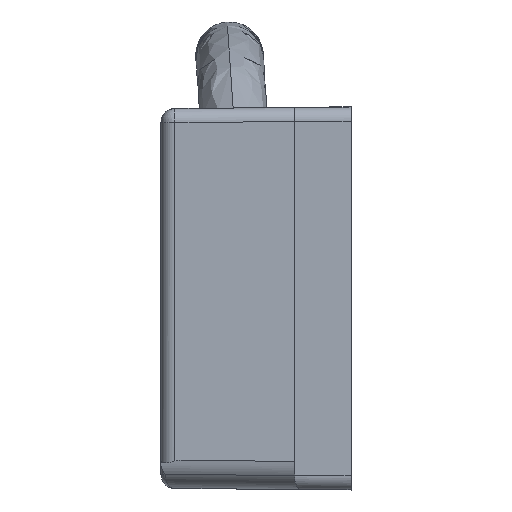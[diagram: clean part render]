
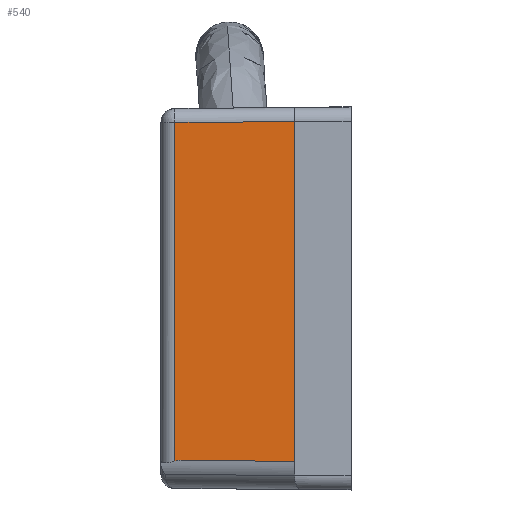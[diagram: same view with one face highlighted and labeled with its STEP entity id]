
A CAD part, left-side view. The second image highlights one B-rep face of the part: STEP entity #540.
In plain terms, the highlighted face is planar.
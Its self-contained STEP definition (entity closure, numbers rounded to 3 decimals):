
#419 = FACE_OUTER_BOUND ( 'NONE', #5836, .T. ) ;
#540 = ADVANCED_FACE ( 'NONE', ( #419 ), #4466, .T. ) ;
#765 = AXIS2_PLACEMENT_3D ( 'NONE', #6005, #3709, #1826 ) ;
#772 = LINE ( 'NONE', #1465, #2569 ) ;
#946 =( BOUNDED_CURVE ( )  B_SPLINE_CURVE ( 3, ( #5314, #5295, #5034, #5009 ),
 .UNSPECIFIED., .F., .F. ) 
 B_SPLINE_CURVE_WITH_KNOTS ( ( 4, 4 ),
 ( 4.402, 4.712 ),
 .UNSPECIFIED. ) 
 CURVE ( )  GEOMETRIC_REPRESENTATION_ITEM ( )  RATIONAL_B_SPLINE_CURVE ( ( 1., 0.992, 0.992, 1. ) ) 
 REPRESENTATION_ITEM ( '' )  );
#1133 = VERTEX_POINT ( 'NONE', #3115 ) ;
#1465 = CARTESIAN_POINT ( 'NONE',  ( 9.506, 25.082, 12.509 ) ) ;
#1706 = VECTOR ( 'NONE', #2352, 1000. ) ;
#1749 = ORIENTED_EDGE ( 'NONE', *, *, #3220, .T. ) ;
#1826 = DIRECTION ( 'NONE',  ( 0.009, 0., 1. ) ) ;
#2352 = DIRECTION ( 'NONE',  ( 0.009, 0.009, 1. ) ) ;
#2397 = DIRECTION ( 'NONE',  ( 0., 1., 0. ) ) ;
#2480 = VERTEX_POINT ( 'NONE', #3883 ) ;
#2569 = VECTOR ( 'NONE', #2397, 1000. ) ;
#2592 = EDGE_CURVE ( 'NONE', #5093, #4000, #946, .T. ) ;
#2839 = CARTESIAN_POINT ( 'NONE',  ( 9.432, 1.035, 4. ) ) ;
#2854 = LINE ( 'NONE', #5825, #1706 ) ;
#3031 = VERTEX_POINT ( 'NONE', #2839 ) ;
#3115 = CARTESIAN_POINT ( 'NONE',  ( 9.506, 1.109, 12.509 ) ) ;
#3220 = EDGE_CURVE ( 'NONE', #3031, #1133, #2854, .T. ) ;
#3328 = EDGE_CURVE ( 'NONE', #2480, #4000, #3501, .T. ) ;
#3501 = LINE ( 'NONE', #4056, #5400 ) ;
#3546 = ORIENTED_EDGE ( 'NONE', *, *, #2592, .T. ) ;
#3709 = DIRECTION ( 'NONE',  ( -1., 0., 0.009 ) ) ;
#3806 = DIRECTION ( 'NONE',  ( 0., -1., 0. ) ) ;
#3814 = CARTESIAN_POINT ( 'NONE',  ( 9.502, 25.095, 12.072 ) ) ;
#3883 = CARTESIAN_POINT ( 'NONE',  ( 9.432, 25.165, 4. ) ) ;
#4000 = VERTEX_POINT ( 'NONE', #3814 ) ;
#4051 = EDGE_CURVE ( 'NONE', #1133, #5093, #772, .T. ) ;
#4053 = ORIENTED_EDGE ( 'NONE', *, *, #4051, .T. ) ;
#4056 = CARTESIAN_POINT ( 'NONE',  ( 9.541, 25.055, 16.57 ) ) ;
#4085 = DIRECTION ( 'NONE',  ( 0.009, -0.009, 1. ) ) ;
#4466 = PLANE ( 'NONE',  #765 ) ;
#4517 = EDGE_CURVE ( 'NONE', #2480, #3031, #5682, .T. ) ;
#4605 = ORIENTED_EDGE ( 'NONE', *, *, #3328, .F. ) ;
#4933 = CARTESIAN_POINT ( 'NONE',  ( 9.506, 25.139, 12.509 ) ) ;
#5009 = CARTESIAN_POINT ( 'NONE',  ( 9.502, 25.095, 12.072 ) ) ;
#5017 = CARTESIAN_POINT ( 'NONE',  ( 9.432, 44.734, 4. ) ) ;
#5034 = CARTESIAN_POINT ( 'NONE',  ( 9.503, 25.093, 12.22 ) ) ;
#5093 = VERTEX_POINT ( 'NONE', #4933 ) ;
#5295 = CARTESIAN_POINT ( 'NONE',  ( 9.505, 25.108, 12.367 ) ) ;
#5309 = VECTOR ( 'NONE', #3806, 1000. ) ;
#5314 = CARTESIAN_POINT ( 'NONE',  ( 9.506, 25.139, 12.509 ) ) ;
#5400 = VECTOR ( 'NONE', #4085, 1000. ) ;
#5682 = LINE ( 'NONE', #5017, #5309 ) ;
#5825 = CARTESIAN_POINT ( 'NONE',  ( 9.515, 1.118, 13.491 ) ) ;
#5836 = EDGE_LOOP ( 'NONE', ( #5850, #1749, #4053, #3546, #4605 ) ) ;
#5850 = ORIENTED_EDGE ( 'NONE', *, *, #4517, .T. ) ;
#6005 = CARTESIAN_POINT ( 'NONE',  ( 9.543, 44.734, 16.742 ) ) ;
